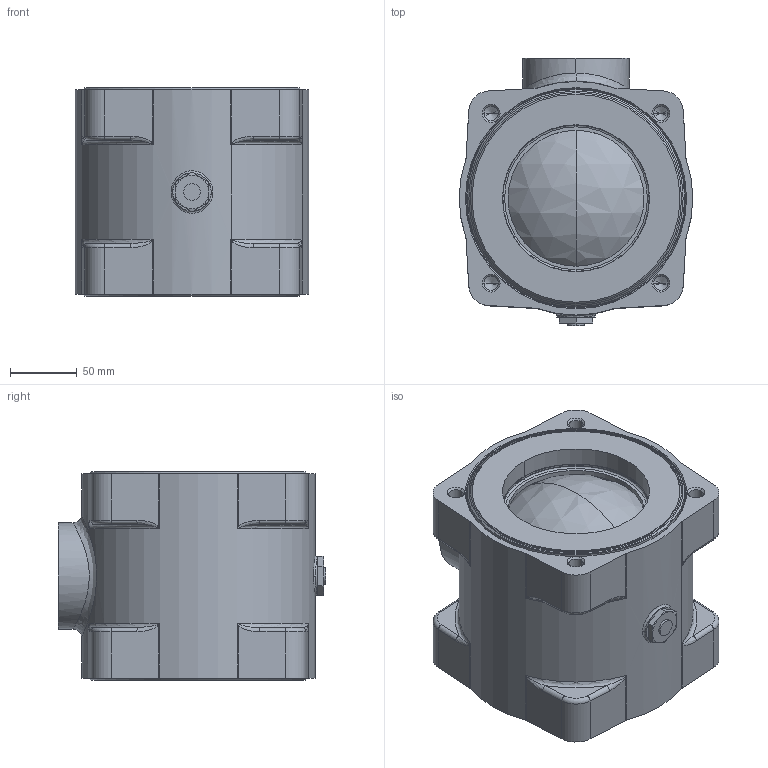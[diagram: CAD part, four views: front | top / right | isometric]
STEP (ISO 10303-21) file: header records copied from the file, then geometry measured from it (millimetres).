
FILE_DESCRIPTION((''),'2;1');
FILE_NAME('D20401_SW0002','2012-10-02T',('jhabe'),(''),'PRO/ENGINEER BY PARAMETRIC TECHNOLOGY CORPORATION, 2011310','PRO/ENGINEER BY PARAMETRIC TECHNOLOGY CORPORATION, 2011310','');
FILE_SCHEMA(('CONFIG_CONTROL_DESIGN'));
Length unit declared in the file: inch
Products named in the file (1): D20401_SW0002
Bounding box: 174.62 x 200.03 x 156.03 mm (x, y, z)
Surface area: 398882 mm2 (no closed solid volume)
Topology: 0 solids, 10 shells, 425 faces, 1000 edges, 596 vertices
Faces by surface type: cylinder 172, cone 108, plane 71, bspline 38, torus 34, sphere 2
Entity records: 14752 total; most frequent: CARTESIAN_POINT 5165, DIRECTION 2093, ORIENTED_EDGE 1895, EDGE_CURVE 976, AXIS2_PLACEMENT_3D 873, VERTEX_POINT 596, CIRCLE 486, EDGE_LOOP 481
